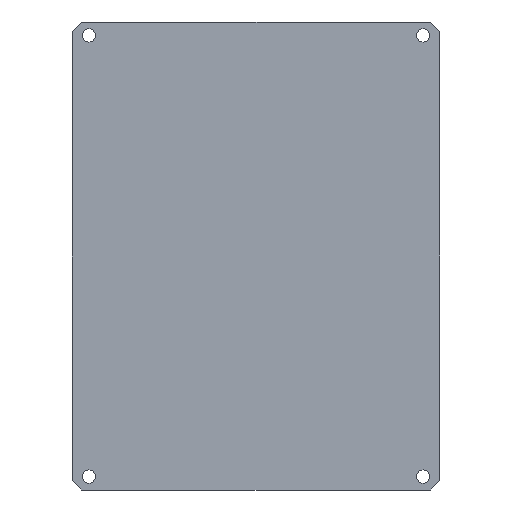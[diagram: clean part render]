
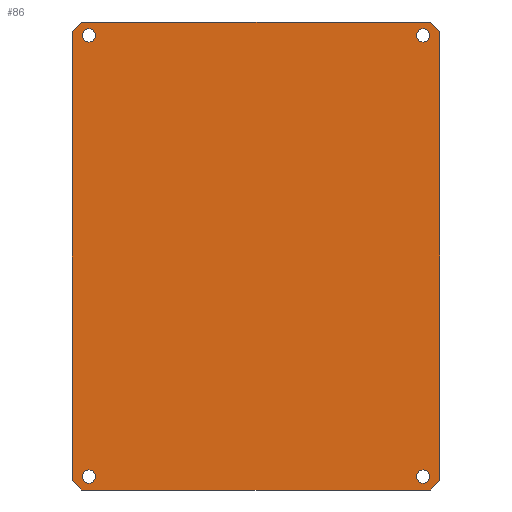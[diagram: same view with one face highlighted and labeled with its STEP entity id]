
A CAD part, front view. The second image highlights one B-rep face of the part: STEP entity #86.
In plain terms, the highlighted planar face has unit normal (0, -1, 0).
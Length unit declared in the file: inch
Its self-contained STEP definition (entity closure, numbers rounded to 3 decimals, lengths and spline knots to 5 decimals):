
#8 = DIRECTION ( 'NONE',  ( 0., 0., 1. ) ) ;
#15 = DIRECTION ( 'NONE',  ( 0.707, 0., 0.707 ) ) ;
#19 = DIRECTION ( 'NONE',  ( 0., 0., 1. ) ) ;
#20 = AXIS2_PLACEMENT_3D ( 'NONE', #60, #431, #108 ) ;
#34 = ORIENTED_EDGE ( 'NONE', *, *, #658, .T. ) ;
#36 = EDGE_CURVE ( 'NONE', #367, #304, #218, .T. ) ;
#37 = ORIENTED_EDGE ( 'NONE', *, *, #374, .T. ) ;
#45 = CIRCLE ( 'NONE', #355, 0.125 ) ;
#49 = EDGE_CURVE ( 'NONE', #240, #304, #359, .T. ) ;
#51 = CIRCLE ( 'NONE', #624, 0.125 ) ;
#52 = CARTESIAN_POINT ( 'NONE',  ( -6.17716, 0.06212, 5.71647 ) ) ;
#54 = CARTESIAN_POINT ( 'NONE',  ( -6.48966, 0.06212, -2.72853 ) ) ;
#55 = EDGE_LOOP ( 'NONE', ( #128, #194 ) ) ;
#60 = CARTESIAN_POINT ( 'NONE',  ( -6.17716, 0.06212, -2.65853 ) ) ;
#68 = DIRECTION ( 'NONE',  ( 0., 1., 0. ) ) ;
#69 = CARTESIAN_POINT ( 'NONE',  ( 0.07284, 0.06212, -2.53353 ) ) ;
#74 = DIRECTION ( 'NONE',  ( -0.707, 0., 0.707 ) ) ;
#78 = FACE_BOUND ( 'NONE', #187, .T. ) ;
#82 = ORIENTED_EDGE ( 'NONE', *, *, #383, .T. ) ;
#86 = ADVANCED_FACE ( 'NONE', ( #78, #450, #183, #581, #465 ), #257, .T. ) ;
#94 = DIRECTION ( 'NONE',  ( 0.707, 0., -0.707 ) ) ;
#96 = VERTEX_POINT ( 'NONE', #99 ) ;
#99 = CARTESIAN_POINT ( 'NONE',  ( 0.07284, 0.06212, 5.46647 ) ) ;
#100 = CARTESIAN_POINT ( 'NONE',  ( 0.07284, 0.06212, -2.78353 ) ) ;
#101 = AXIS2_PLACEMENT_3D ( 'NONE', #283, #638, #339 ) ;
#102 = CARTESIAN_POINT ( 'NONE',  ( -6.48966, 0.06212, 5.84147 ) ) ;
#104 = DIRECTION ( 'NONE',  ( 0., 1., 0. ) ) ;
#108 = DIRECTION ( 'NONE',  ( 0., 0., 1. ) ) ;
#112 = DIRECTION ( 'NONE',  ( -0.707, 0., -0.707 ) ) ;
#114 = CARTESIAN_POINT ( 'NONE',  ( 0.07284, 0.06212, -2.65853 ) ) ;
#115 = LINE ( 'NONE', #102, #388 ) ;
#119 = CARTESIAN_POINT ( 'NONE',  ( -6.30966, 0.06212, 5.84147 ) ) ;
#121 = CARTESIAN_POINT ( 'NONE',  ( 0.20534, 0.06212, 5.84147 ) ) ;
#128 = ORIENTED_EDGE ( 'NONE', *, *, #587, .T. ) ;
#139 = ORIENTED_EDGE ( 'NONE', *, *, #241, .F. ) ;
#141 = VERTEX_POINT ( 'NONE', #419 ) ;
#144 = CARTESIAN_POINT ( 'NONE',  ( -6.39966, 0.06212, -2.81853 ) ) ;
#148 = CARTESIAN_POINT ( 'NONE',  ( -6.48966, 0.06212, -2.90853 ) ) ;
#153 = ORIENTED_EDGE ( 'NONE', *, *, #618, .F. ) ;
#155 = AXIS2_PLACEMENT_3D ( 'NONE', #114, #488, #166 ) ;
#159 = CARTESIAN_POINT ( 'NONE',  ( -6.48966, 0.06212, 5.84147 ) ) ;
#166 = DIRECTION ( 'NONE',  ( 0., 0., 1. ) ) ;
#167 = DIRECTION ( 'NONE',  ( 0., 1., 0. ) ) ;
#171 = AXIS2_PLACEMENT_3D ( 'NONE', #384, #68, #435 ) ;
#173 = CARTESIAN_POINT ( 'NONE',  ( 1.23284, 0.06212, 4.81397 ) ) ;
#183 = FACE_BOUND ( 'NONE', #294, .T. ) ;
#187 = EDGE_LOOP ( 'NONE', ( #82, #37 ) ) ;
#194 = ORIENTED_EDGE ( 'NONE', *, *, #351, .T. ) ;
#195 = VERTEX_POINT ( 'NONE', #100 ) ;
#218 = LINE ( 'NONE', #360, #614 ) ;
#224 = CARTESIAN_POINT ( 'NONE',  ( -6.17716, 0.06212, -2.53353 ) ) ;
#225 = VERTEX_POINT ( 'NONE', #52 ) ;
#239 = CIRCLE ( 'NONE', #101, 0.125 ) ;
#240 = VERTEX_POINT ( 'NONE', #54 ) ;
#241 = EDGE_CURVE ( 'NONE', #441, #467, #115, .T. ) ;
#243 = ORIENTED_EDGE ( 'NONE', *, *, #648, .T. ) ;
#247 = AXIS2_PLACEMENT_3D ( 'NONE', #489, #167, #537 ) ;
#251 = EDGE_CURVE ( 'NONE', #96, #485, #259, .T. ) ;
#252 = CIRCLE ( 'NONE', #171, 0.125 ) ;
#257 = PLANE ( 'NONE',  #473 ) ;
#259 = CIRCLE ( 'NONE', #665, 0.125 ) ;
#260 = CARTESIAN_POINT ( 'NONE',  ( -6.17716, 0.06212, -2.78353 ) ) ;
#265 = LINE ( 'NONE', #331, #651 ) ;
#273 = VERTEX_POINT ( 'NONE', #373 ) ;
#277 = CARTESIAN_POINT ( 'NONE',  ( 0.38534, 0.06212, 5.84147 ) ) ;
#283 = CARTESIAN_POINT ( 'NONE',  ( -6.17716, 0.06212, 5.59147 ) ) ;
#289 = CIRCLE ( 'NONE', #155, 0.125 ) ;
#294 = EDGE_LOOP ( 'NONE', ( #533, #34 ) ) ;
#304 = VERTEX_POINT ( 'NONE', #627 ) ;
#311 = DIRECTION ( 'NONE',  ( 0., 0., 1. ) ) ;
#322 = DIRECTION ( 'NONE',  ( 0., 0., -1. ) ) ;
#324 = VECTOR ( 'NONE', #322, 39.37008 ) ;
#331 = CARTESIAN_POINT ( 'NONE',  ( -10.77466, 0.06212, 1.37647 ) ) ;
#337 = EDGE_LOOP ( 'NONE', ( #411, #626 ) ) ;
#339 = DIRECTION ( 'NONE',  ( 0., 0., 1. ) ) ;
#341 = DIRECTION ( 'NONE',  ( 0., 1., 0. ) ) ;
#344 = CARTESIAN_POINT ( 'NONE',  ( 0.07284, 0.06212, -2.65853 ) ) ;
#348 = VECTOR ( 'NONE', #94, 39.37008 ) ;
#350 = ORIENTED_EDGE ( 'NONE', *, *, #530, .F. ) ;
#351 = EDGE_CURVE ( 'NONE', #526, #652, #252, .T. ) ;
#355 = AXIS2_PLACEMENT_3D ( 'NONE', #640, #341, #19 ) ;
#359 = LINE ( 'NONE', #144, #348 ) ;
#360 = CARTESIAN_POINT ( 'NONE',  ( -6.48966, 0.06212, -2.90853 ) ) ;
#361 = VECTOR ( 'NONE', #15, 39.37008 ) ;
#366 = DIRECTION ( 'NONE',  ( 0., 0., -1. ) ) ;
#367 = VERTEX_POINT ( 'NONE', #636 ) ;
#368 = EDGE_CURVE ( 'NONE', #367, #496, #644, .T. ) ;
#373 = CARTESIAN_POINT ( 'NONE',  ( 0.38534, 0.06212, 5.66147 ) ) ;
#374 = EDGE_CURVE ( 'NONE', #617, #225, #501, .T. ) ;
#383 = EDGE_CURVE ( 'NONE', #225, #617, #239, .T. ) ;
#384 = CARTESIAN_POINT ( 'NONE',  ( -6.17716, 0.06212, -2.65853 ) ) ;
#388 = VECTOR ( 'NONE', #524, 39.37008 ) ;
#394 = CARTESIAN_POINT ( 'NONE',  ( 0.38534, 0.06212, -2.72853 ) ) ;
#407 = VECTOR ( 'NONE', #8, 39.37008 ) ;
#411 = ORIENTED_EDGE ( 'NONE', *, *, #452, .T. ) ;
#412 = ORIENTED_EDGE ( 'NONE', *, *, #36, .F. ) ;
#419 = CARTESIAN_POINT ( 'NONE',  ( -6.48966, 0.06212, 5.66147 ) ) ;
#425 = CARTESIAN_POINT ( 'NONE',  ( 0.07284, 0.06212, 5.59147 ) ) ;
#431 = DIRECTION ( 'NONE',  ( 0., 1., 0. ) ) ;
#435 = DIRECTION ( 'NONE',  ( 0., 0., 1. ) ) ;
#440 = CIRCLE ( 'NONE', #20, 0.125 ) ;
#441 = VERTEX_POINT ( 'NONE', #119 ) ;
#450 = FACE_BOUND ( 'NONE', #337, .T. ) ;
#452 = EDGE_CURVE ( 'NONE', #485, #96, #45, .T. ) ;
#455 = LINE ( 'NONE', #277, #324 ) ;
#465 = FACE_OUTER_BOUND ( 'NONE', #668, .T. ) ;
#467 = VERTEX_POINT ( 'NONE', #121 ) ;
#468 = DIRECTION ( 'NONE',  ( 0., -1., 0. ) ) ;
#470 = EDGE_CURVE ( 'NONE', #273, #467, #620, .T. ) ;
#473 = AXIS2_PLACEMENT_3D ( 'NONE', #148, #468, #366 ) ;
#477 = DIRECTION ( 'NONE',  ( 0., 0., 1. ) ) ;
#485 = VERTEX_POINT ( 'NONE', #641 ) ;
#487 = CARTESIAN_POINT ( 'NONE',  ( -3.14216, 0.06212, -6.25603 ) ) ;
#488 = DIRECTION ( 'NONE',  ( 0., 1., 0. ) ) ;
#489 = CARTESIAN_POINT ( 'NONE',  ( -6.17716, 0.06212, 5.59147 ) ) ;
#490 = VECTOR ( 'NONE', #74, 39.37008 ) ;
#496 = VERTEX_POINT ( 'NONE', #394 ) ;
#501 = CIRCLE ( 'NONE', #247, 0.125 ) ;
#520 = EDGE_CURVE ( 'NONE', #661, #195, #51, .T. ) ;
#524 = DIRECTION ( 'NONE',  ( 1., 0., 0. ) ) ;
#526 = VERTEX_POINT ( 'NONE', #260 ) ;
#530 = EDGE_CURVE ( 'NONE', #273, #496, #455, .T. ) ;
#533 = ORIENTED_EDGE ( 'NONE', *, *, #520, .T. ) ;
#537 = DIRECTION ( 'NONE',  ( 0., 0., 1. ) ) ;
#576 = ORIENTED_EDGE ( 'NONE', *, *, #470, .T. ) ;
#578 = ORIENTED_EDGE ( 'NONE', *, *, #49, .T. ) ;
#579 = CARTESIAN_POINT ( 'NONE',  ( -6.17716, 0.06212, 5.46647 ) ) ;
#581 = FACE_BOUND ( 'NONE', #55, .T. ) ;
#587 = EDGE_CURVE ( 'NONE', #652, #526, #440, .T. ) ;
#606 = DIRECTION ( 'NONE',  ( 0., 1., 0. ) ) ;
#613 = DIRECTION ( 'NONE',  ( -1., 0., 0. ) ) ;
#614 = VECTOR ( 'NONE', #613, 39.37008 ) ;
#617 = VERTEX_POINT ( 'NONE', #579 ) ;
#618 = EDGE_CURVE ( 'NONE', #240, #141, #667, .T. ) ;
#620 = LINE ( 'NONE', #173, #490 ) ;
#624 = AXIS2_PLACEMENT_3D ( 'NONE', #344, #606, #311 ) ;
#626 = ORIENTED_EDGE ( 'NONE', *, *, #251, .T. ) ;
#627 = CARTESIAN_POINT ( 'NONE',  ( -6.30966, 0.06212, -2.90853 ) ) ;
#635 = ORIENTED_EDGE ( 'NONE', *, *, #368, .T. ) ;
#636 = CARTESIAN_POINT ( 'NONE',  ( 0.20534, 0.06212, -2.90853 ) ) ;
#638 = DIRECTION ( 'NONE',  ( 0., 1., 0. ) ) ;
#640 = CARTESIAN_POINT ( 'NONE',  ( 0.07284, 0.06212, 5.59147 ) ) ;
#641 = CARTESIAN_POINT ( 'NONE',  ( 0.07284, 0.06212, 5.71647 ) ) ;
#644 = LINE ( 'NONE', #487, #361 ) ;
#648 = EDGE_CURVE ( 'NONE', #441, #141, #265, .T. ) ;
#651 = VECTOR ( 'NONE', #112, 39.37008 ) ;
#652 = VERTEX_POINT ( 'NONE', #224 ) ;
#658 = EDGE_CURVE ( 'NONE', #195, #661, #289, .T. ) ;
#661 = VERTEX_POINT ( 'NONE', #69 ) ;
#665 = AXIS2_PLACEMENT_3D ( 'NONE', #425, #104, #477 ) ;
#667 = LINE ( 'NONE', #159, #407 ) ;
#668 = EDGE_LOOP ( 'NONE', ( #139, #243, #153, #578, #412, #635, #350, #576 ) ) ;
